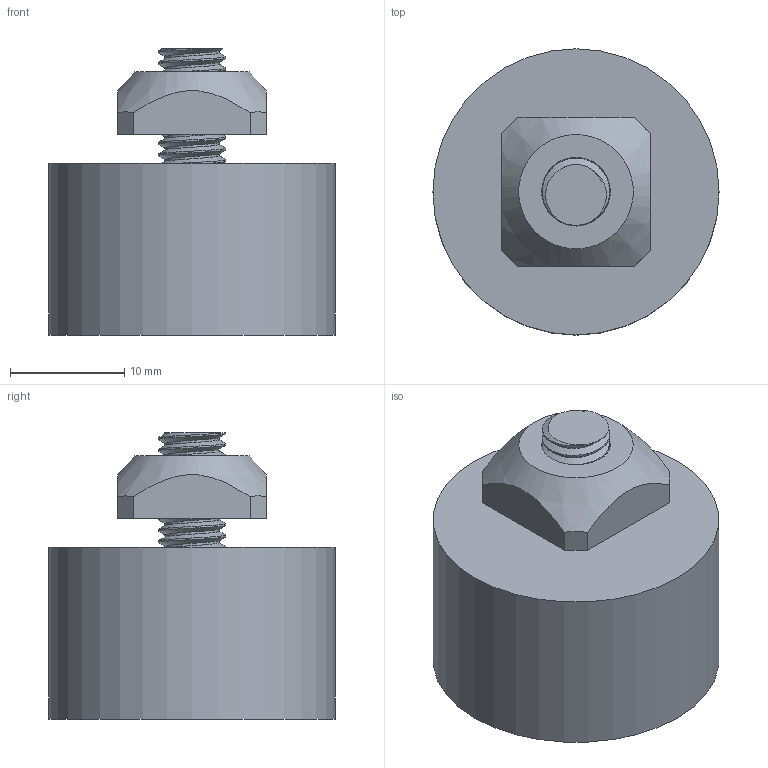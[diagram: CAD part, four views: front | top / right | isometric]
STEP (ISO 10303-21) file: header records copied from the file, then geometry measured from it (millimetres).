
FILE_DESCRIPTION(/* description */ (''),/* implementation_level */ '2;1');
FILE_NAME(/* name */ '52-420-1 003.step',/* time_stamp */ '2020-12-29T15:08:31-05:00',/* author */ (''),/* organization */ (''),/* preprocessor_version */ 'ST-DEVELOPER v18.1',/* originating_system */ 'Autodesk Translation Framework v9.7.1.1290',/* authorisation */ '');
FILE_SCHEMA (('AUTOMOTIVE_DESIGN { 1 0 10303 214 3 1 1 }'));
Length unit declared in the file: millimetre
Products named in the file (3): 52-420-1; 21.1759 STOPPER 25; 21.1330 M6 SQUARE NUT
Assembly tree (2 placements, depth 2):
  52-420-1
    21.1759 STOPPER 25
    21.1330 M6 SQUARE NUT
Bounding box: 25 x 25 x 25 mm (x, y, z)
Volume: 8212.6 mm3; surface area: 3000.3 mm2
Topology: 2 solids, 2 shells, 40 faces, 105 edges, 70 vertices
Faces by surface type: cylinder 24, plane 13, bspline 2, cone 1
Full cylindrical faces by diameter (mm): 4.744 x3, 5.884 x5, 6 x1, 25 x1
Entity records: 2755 total; most frequent: CARTESIAN_POINT 1772, ORIENTED_EDGE 210, DIRECTION 145, EDGE_CURVE 105, VERTEX_POINT 70, AXIS2_PLACEMENT_3D 53, B_SPLINE_CURVE_WITH_KNOTS 48, EDGE_LOOP 43
